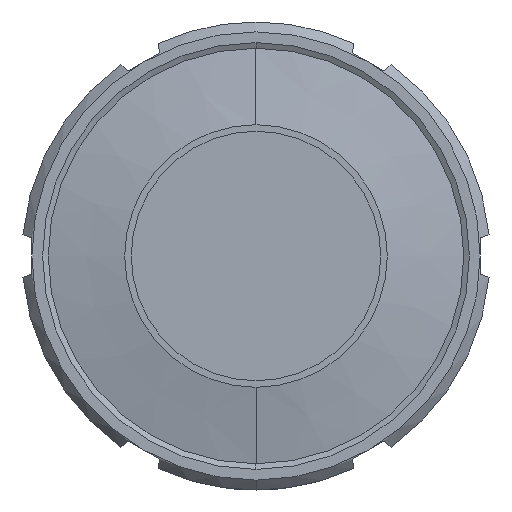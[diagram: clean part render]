
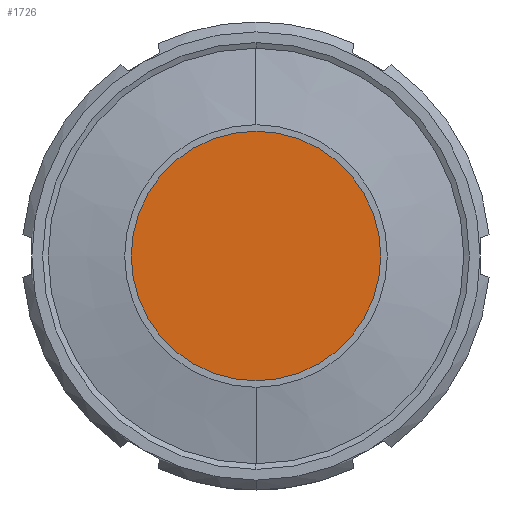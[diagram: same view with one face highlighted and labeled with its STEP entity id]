
A CAD part, left-side view. The second image highlights one B-rep face of the part: STEP entity #1726.
In plain terms, the highlighted planar face has unit normal (-1, 0, 0).
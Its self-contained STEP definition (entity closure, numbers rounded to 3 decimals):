
#403 = PLANE ( 'NONE',  #853 ) ;
#416 = DIRECTION ( 'NONE',  ( -1., 0., 0. ) ) ;
#442 = VERTEX_POINT ( 'NONE', #2060 ) ;
#499 = VERTEX_POINT ( 'NONE', #1283 ) ;
#565 = CARTESIAN_POINT ( 'NONE',  ( -3.272, 0., 0. ) ) ;
#602 = DIRECTION ( 'NONE',  ( 0., 0., -1. ) ) ;
#689 = AXIS2_PLACEMENT_3D ( 'NONE', #1704, #1331, #602 ) ;
#720 = EDGE_CURVE ( 'NONE', #442, #499, #854, .T. ) ;
#853 = AXIS2_PLACEMENT_3D ( 'NONE', #565, #416, #1528 ) ;
#854 = CIRCLE ( 'NONE', #1154, 27. ) ;
#900 = ORIENTED_EDGE ( 'NONE', *, *, #720, .F. ) ;
#1154 = AXIS2_PLACEMENT_3D ( 'NONE', #2339, #1954, #2009 ) ;
#1283 = CARTESIAN_POINT ( 'NONE',  ( -3.272, 0., 27. ) ) ;
#1319 = CIRCLE ( 'NONE', #689, 27. ) ;
#1331 = DIRECTION ( 'NONE',  ( 1., 0., 0. ) ) ;
#1342 = ORIENTED_EDGE ( 'NONE', *, *, #1376, .F. ) ;
#1376 = EDGE_CURVE ( 'NONE', #499, #442, #1319, .T. ) ;
#1528 = DIRECTION ( 'NONE',  ( 0., 0., 1. ) ) ;
#1704 = CARTESIAN_POINT ( 'NONE',  ( -3.272, 0., 0. ) ) ;
#1726 = ADVANCED_FACE ( 'NONE', ( #2104 ), #403, .T. ) ;
#1954 = DIRECTION ( 'NONE',  ( 1., 0., 0. ) ) ;
#2009 = DIRECTION ( 'NONE',  ( 0., 0., -1. ) ) ;
#2060 = CARTESIAN_POINT ( 'NONE',  ( -3.272, 0., -27. ) ) ;
#2104 = FACE_OUTER_BOUND ( 'NONE', #2398, .T. ) ;
#2339 = CARTESIAN_POINT ( 'NONE',  ( -3.272, 0., 0. ) ) ;
#2398 = EDGE_LOOP ( 'NONE', ( #900, #1342 ) ) ;
